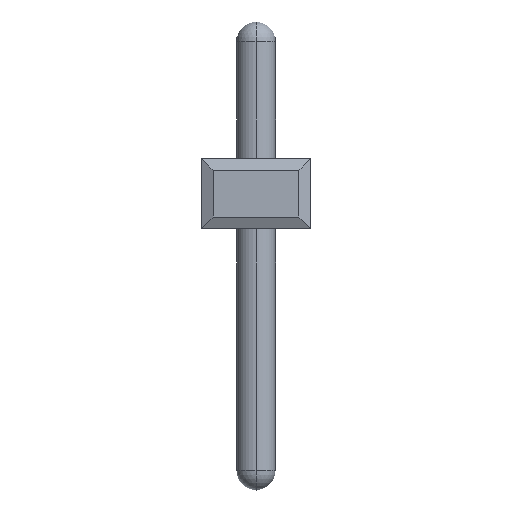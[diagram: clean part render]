
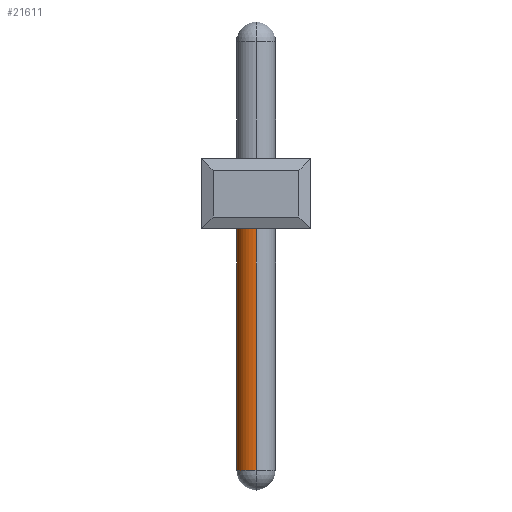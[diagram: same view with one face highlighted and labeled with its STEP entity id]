
A CAD part, front view. The second image highlights one B-rep face of the part: STEP entity #21611.
In plain terms, the highlighted cylindrical face has radius 0.5 mm (diameter 1 mm), a partial arc.
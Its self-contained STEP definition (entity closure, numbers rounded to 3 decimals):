
#7507=CARTESIAN_POINT('',(1.4,-85.75,0.2));
#7508=DIRECTION('',(0.,0.,1.));
#7509=DIRECTION('',(0.,1.,0.));
#7510=AXIS2_PLACEMENT_3D('',#7507,#7508,#7509);
#7521=CARTESIAN_POINT('',(1.4,-85.75,-6.2));
#7522=DIRECTION('',(0.,0.,1.));
#7523=DIRECTION('',(0.,1.,0.));
#7524=AXIS2_PLACEMENT_3D('',#7521,#7522,#7523);
#7526=DIRECTION('',(0.,0.,1.));
#7527=VECTOR('',#7526,6.4);
#7528=CARTESIAN_POINT('',(1.4,-85.25,-6.2));
#7529=LINE('',#7528,#7527);
#7535=DIRECTION('',(0.,0.,1.));
#7536=VECTOR('',#7535,6.4);
#7537=CARTESIAN_POINT('',(1.4,-86.25,-6.2));
#7538=LINE('',#7537,#7536);
#9614=CARTESIAN_POINT('',(1.4,-85.25,-6.2));
#9616=VERTEX_POINT('',#9614);
#9621=CARTESIAN_POINT('',(1.4,-86.25,-6.2));
#9622=VERTEX_POINT('',#9621);
#9625=CARTESIAN_POINT('',(1.4,-85.25,0.2));
#9626=CARTESIAN_POINT('',(1.4,-86.25,0.2));
#9627=VERTEX_POINT('',#9625);
#9628=VERTEX_POINT('',#9626);
#21597=CARTESIAN_POINT('',(1.4,-85.75,-7.3));
#21598=DIRECTION('',(0.,0.,1.));
#21599=DIRECTION('',(0.,1.,0.));
#21600=AXIS2_PLACEMENT_3D('',#21597,#21598,#21599);
#21601=CYLINDRICAL_SURFACE('',#21600,0.5);
#21602=ORIENTED_EDGE('',*,*,#21578,.T.);
#21604=ORIENTED_EDGE('',*,*,#21603,.F.);
#21606=ORIENTED_EDGE('',*,*,#21605,.F.);
#21608=ORIENTED_EDGE('',*,*,#21607,.T.);
#21609=EDGE_LOOP('',(#21602,#21604,#21606,#21608));
#21610=FACE_OUTER_BOUND('',#21609,.F.);
#21611=ADVANCED_FACE('',(#21610),#21601,.T.);
#7511=CIRCLE('',#7510,0.5);
#7525=CIRCLE('',#7524,0.5);
#21578=EDGE_CURVE('',#9627,#9628,#7511,.T.);
#21603=EDGE_CURVE('',#9622,#9628,#7538,.T.);
#21605=EDGE_CURVE('',#9616,#9622,#7525,.T.);
#21607=EDGE_CURVE('',#9616,#9627,#7529,.T.);
